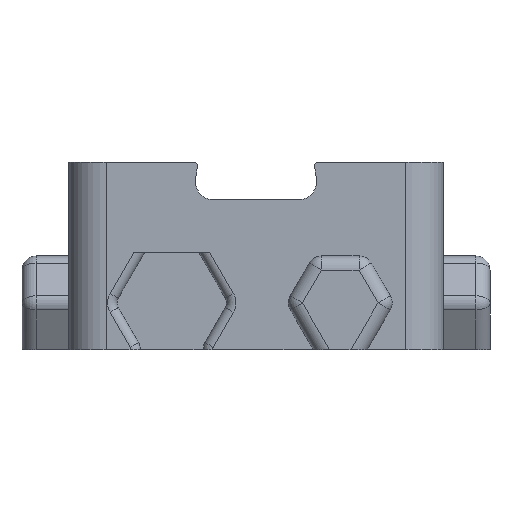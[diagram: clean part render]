
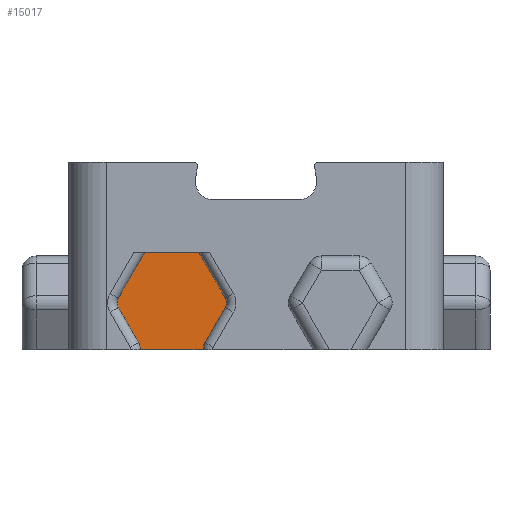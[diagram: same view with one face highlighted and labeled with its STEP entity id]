
A CAD part, front view. The second image highlights one B-rep face of the part: STEP entity #15017.
In plain terms, the highlighted planar face has unit normal (0, -1, 0).
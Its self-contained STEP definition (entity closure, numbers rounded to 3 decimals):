
#8751 = VERTEX_POINT('',#8752);
#8752 = CARTESIAN_POINT('',(-5.65,-14.8,0.));
#8758 = EDGE_CURVE('',#8759,#8751,#8761,.T.);
#8759 = VERTEX_POINT('',#8760);
#8760 = CARTESIAN_POINT('',(-12.35,-14.8,0.));
#8761 = LINE('',#8762,#8763);
#8762 = CARTESIAN_POINT('',(-12.35,-14.8,0.));
#8763 = VECTOR('',#8764,1.);
#8764 = DIRECTION('',(1.,0.,0.));
#14997 = VERTEX_POINT('',#14998);
#14998 = CARTESIAN_POINT('',(-12.551,-14.8,0.75));
#15004 = EDGE_CURVE('',#14997,#8759,#15005,.T.);
#15005 = CIRCLE('',#15006,1.5);
#15006 = AXIS2_PLACEMENT_3D('',#15007,#15008,#15009);
#15007 = CARTESIAN_POINT('',(-13.85,-14.8,0.));
#15008 = DIRECTION('',(0.,1.,0.));
#15009 = DIRECTION('',(-1.,0.,0.));
#15017 = ADVANCED_FACE('',(#15018),#15087,.T.);
#15018 = FACE_BOUND('',#15019,.T.);
#15019 = EDGE_LOOP('',(#15020,#15028,#15029,#15030,#15039,#15047,#15056,
    #15064,#15072,#15080));
#15020 = ORIENTED_EDGE('',*,*,#15021,.T.);
#15021 = EDGE_CURVE('',#15022,#14997,#15024,.T.);
#15022 = VERTEX_POINT('',#15023);
#15023 = CARTESIAN_POINT('',(-14.716,-14.8,4.5));
#15024 = LINE('',#15025,#15026);
#15025 = CARTESIAN_POINT('',(-14.716,-14.8,4.5));
#15026 = VECTOR('',#15027,1.);
#15027 = DIRECTION('',(0.5,0.,-0.866));
#15028 = ORIENTED_EDGE('',*,*,#15004,.T.);
#15029 = ORIENTED_EDGE('',*,*,#8758,.T.);
#15030 = ORIENTED_EDGE('',*,*,#15031,.T.);
#15031 = EDGE_CURVE('',#8751,#15032,#15034,.T.);
#15032 = VERTEX_POINT('',#15033);
#15033 = CARTESIAN_POINT('',(-5.449,-14.8,0.75));
#15034 = CIRCLE('',#15035,1.5);
#15035 = AXIS2_PLACEMENT_3D('',#15036,#15037,#15038);
#15036 = CARTESIAN_POINT('',(-4.15,-14.8,0.));
#15037 = DIRECTION('',(0.,1.,0.));
#15038 = DIRECTION('',(-1.,0.,0.));
#15039 = ORIENTED_EDGE('',*,*,#15040,.T.);
#15040 = EDGE_CURVE('',#15032,#15041,#15043,.T.);
#15041 = VERTEX_POINT('',#15042);
#15042 = CARTESIAN_POINT('',(-3.284,-14.8,4.5));
#15043 = LINE('',#15044,#15045);
#15044 = CARTESIAN_POINT('',(-5.449,-14.8,0.75));
#15045 = VECTOR('',#15046,1.);
#15046 = DIRECTION('',(0.5,0.,0.866));
#15047 = ORIENTED_EDGE('',*,*,#15048,.F.);
#15048 = EDGE_CURVE('',#15049,#15041,#15051,.T.);
#15049 = VERTEX_POINT('',#15050);
#15050 = CARTESIAN_POINT('',(-3.284,-14.8,5.5));
#15051 = CIRCLE('',#15052,1.);
#15052 = AXIS2_PLACEMENT_3D('',#15053,#15054,#15055);
#15053 = CARTESIAN_POINT('',(-4.15,-14.8,5.));
#15054 = DIRECTION('',(0.,1.,0.));
#15055 = DIRECTION('',(-1.,0.,0.));
#15056 = ORIENTED_EDGE('',*,*,#15057,.T.);
#15057 = EDGE_CURVE('',#15049,#15058,#15060,.T.);
#15058 = VERTEX_POINT('',#15059);
#15059 = CARTESIAN_POINT('',(-6.113,-14.8,10.4));
#15060 = LINE('',#15061,#15062);
#15061 = CARTESIAN_POINT('',(-3.284,-14.8,5.5));
#15062 = VECTOR('',#15063,1.);
#15063 = DIRECTION('',(-0.5,0.,0.866));
#15064 = ORIENTED_EDGE('',*,*,#15065,.T.);
#15065 = EDGE_CURVE('',#15058,#15066,#15068,.T.);
#15066 = VERTEX_POINT('',#15067);
#15067 = CARTESIAN_POINT('',(-11.887,-14.8,10.4));
#15068 = LINE('',#15069,#15070);
#15069 = CARTESIAN_POINT('',(-6.113,-14.8,10.4));
#15070 = VECTOR('',#15071,1.);
#15071 = DIRECTION('',(-1.,0.,0.));
#15072 = ORIENTED_EDGE('',*,*,#15073,.T.);
#15073 = EDGE_CURVE('',#15066,#15074,#15076,.T.);
#15074 = VERTEX_POINT('',#15075);
#15075 = CARTESIAN_POINT('',(-14.716,-14.8,5.5));
#15076 = LINE('',#15077,#15078);
#15077 = CARTESIAN_POINT('',(-11.887,-14.8,10.4));
#15078 = VECTOR('',#15079,1.);
#15079 = DIRECTION('',(-0.5,0.,-0.866));
#15080 = ORIENTED_EDGE('',*,*,#15081,.F.);
#15081 = EDGE_CURVE('',#15022,#15074,#15082,.T.);
#15082 = CIRCLE('',#15083,1.);
#15083 = AXIS2_PLACEMENT_3D('',#15084,#15085,#15086);
#15084 = CARTESIAN_POINT('',(-13.85,-14.8,5.));
#15085 = DIRECTION('',(0.,1.,0.));
#15086 = DIRECTION('',(-1.,0.,0.));
#15087 = PLANE('',#15088);
#15088 = AXIS2_PLACEMENT_3D('',#15089,#15090,#15091);
#15089 = CARTESIAN_POINT('',(-9.,-14.8,5.09));
#15090 = DIRECTION('',(0.,-1.,0.));
#15091 = DIRECTION('',(0.,0.,1.));
